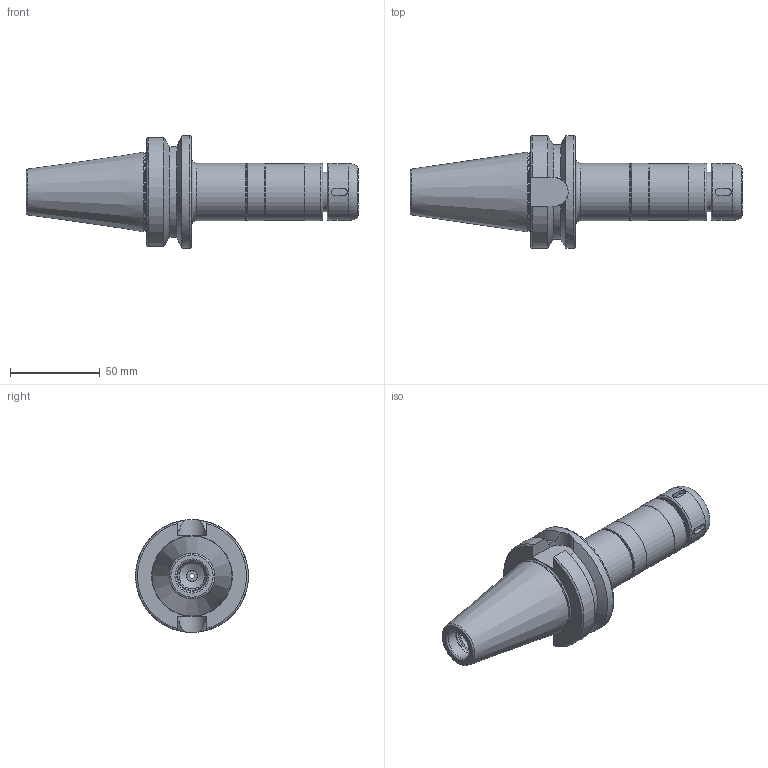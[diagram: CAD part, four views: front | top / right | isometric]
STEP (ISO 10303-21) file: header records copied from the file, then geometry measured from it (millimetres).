
FILE_DESCRIPTION((''),'2;1');
FILE_NAME('245000316120 BT40-SMH16-120-3D.stp','2023-03-29T14:15:04',('nttooll'),(''),'Autodesk Inventor 2012','Autodesk Inventor 2012','');
FILE_SCHEMA(('AUTOMOTIVE_DESIGN { 1 0 10303 214 1 1 1 1 }'));
Length unit declared in the file: millimetre
Products named in the file (1): 245000316120 BT40-SMH16-120-3D
Bounding box: 185.4 x 63 x 63 mm (x, y, z)
Volume: 181008.3 mm3; surface area: 36505.9 mm2
Topology: 1 solids, 1 shells, 101 faces, 218 edges, 133 vertices
Faces by surface type: cylinder 37, plane 31, cone 20, torus 13
Full cylindrical faces by diameter (mm): 2.5 x1, 4.3 x1, 5 x1, 5.9 x1, 6 x1, 10.35 x1, 10.5 x1, 12.8 x1, 14.25 x1, 16 x1, 16.65 x1, 17 x1, 17.4 x1, 22 x2, 22.2 x1, 31.8 x1, 32 x4, 43.5 x1, 63 x1
Entity records: 2650 total; most frequent: CARTESIAN_POINT 634, DIRECTION 426, ORIENTED_EDGE 328, AXIS2_PLACEMENT_3D 186, EDGE_LOOP 168, EDGE_CURVE 164, VERTEX_POINT 130, FACE_OUTER_BOUND 101
